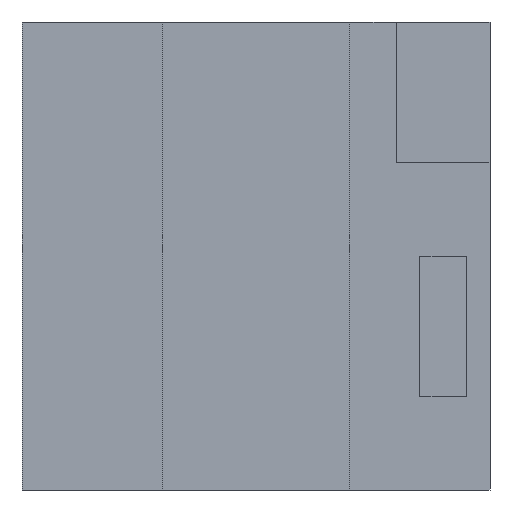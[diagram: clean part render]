
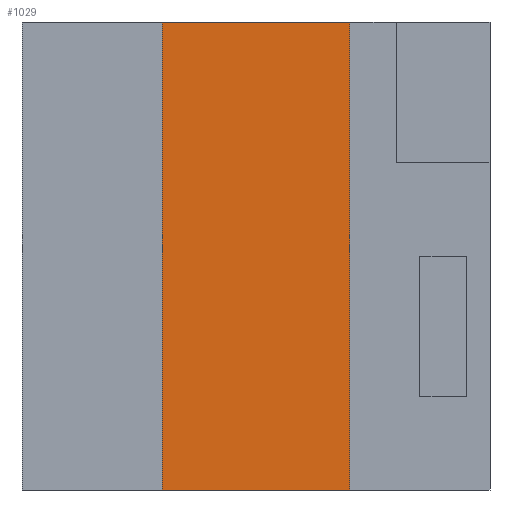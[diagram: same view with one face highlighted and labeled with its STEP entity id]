
A CAD part, front view. The second image highlights one B-rep face of the part: STEP entity #1029.
In plain terms, the highlighted planar face has unit normal (0, -1, 0).
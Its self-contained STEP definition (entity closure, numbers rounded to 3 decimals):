
#264=ORIENTED_EDGE('',*,*,#430,.T.);
#265=ORIENTED_EDGE('',*,*,#347,.T.);
#266=ORIENTED_EDGE('',*,*,#431,.F.);
#267=ORIENTED_EDGE('',*,*,#386,.F.);
#347=EDGE_CURVE('',#484,#483,#580,.T.);
#386=EDGE_CURVE('',#513,#514,#617,.T.);
#430=EDGE_CURVE('',#513,#484,#659,.T.);
#431=EDGE_CURVE('',#514,#483,#660,.T.);
#483=VERTEX_POINT('',#1450);
#484=VERTEX_POINT('',#1452);
#513=VERTEX_POINT('',#1525);
#514=VERTEX_POINT('',#1527);
#580=LINE('',#1451,#715);
#617=LINE('',#1526,#752);
#659=LINE('',#1623,#794);
#660=LINE('',#1625,#795);
#715=VECTOR('',#1161,1000.);
#752=VECTOR('',#1214,1000.);
#794=VECTOR('',#1330,1000.);
#795=VECTOR('',#1333,1000.);
#860=EDGE_LOOP('',(#264,#265,#266,#267));
#923=FACE_BOUND('',#860,.T.);
#975=PLANE('',#1100);
#1029=ADVANCED_FACE('',(#923),#975,.F.);
#1100=AXIS2_PLACEMENT_3D('',#1624,#1331,#1332);
#1161=DIRECTION('',(-1.,0.,0.));
#1214=DIRECTION('',(-1.,0.,0.));
#1330=DIRECTION('',(0.,0.,1.));
#1331=DIRECTION('',(0.,1.,0.));
#1332=DIRECTION('',(0.,0.,1.));
#1333=DIRECTION('',(0.,0.,1.));
#1450=CARTESIAN_POINT('',(-20.,-90.,100.));
#1451=CARTESIAN_POINT('',(20.,-90.,100.));
#1452=CARTESIAN_POINT('',(20.,-90.,100.));
#1525=CARTESIAN_POINT('',(20.,-90.,0.));
#1526=CARTESIAN_POINT('',(0.,-90.,0.));
#1527=CARTESIAN_POINT('',(-20.,-90.,0.));
#1623=CARTESIAN_POINT('',(20.,-90.,-65.755));
#1624=CARTESIAN_POINT('',(20.,-90.,-65.755));
#1625=CARTESIAN_POINT('',(-20.,-90.,-65.755));
